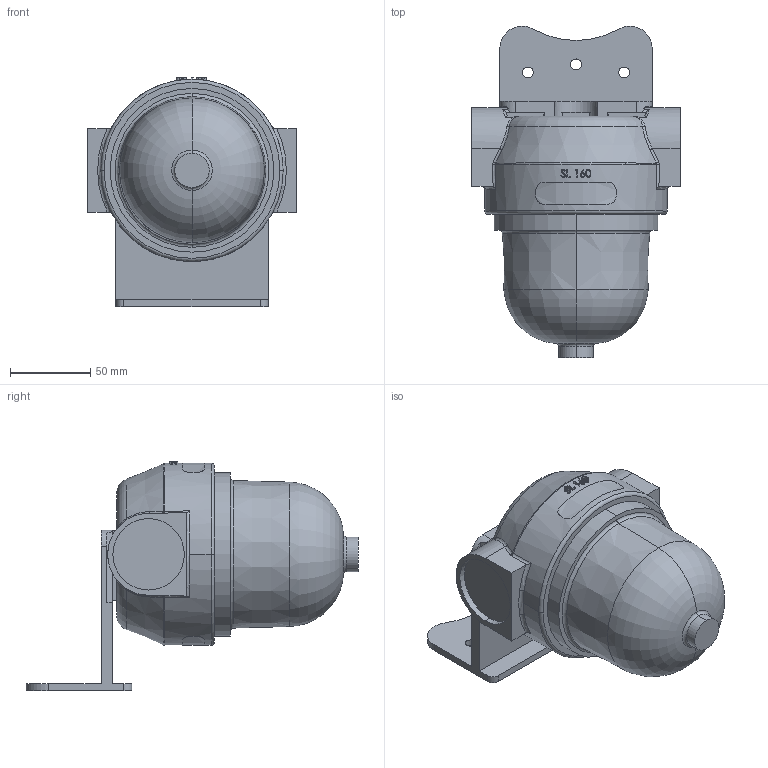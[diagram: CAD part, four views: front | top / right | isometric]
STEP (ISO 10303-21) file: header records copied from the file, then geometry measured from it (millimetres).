
FILE_DESCRIPTION (( 'STEP AP214' ), '1' );
FILE_NAME ('SL 160 WEB Light.STEP', '2018-09-11T08:47:05', ( 'PascalK' ), ( '' ), 'SwSTEP 2.0', 'SolidWorks 2018', '' );
FILE_SCHEMA (( 'AUTOMOTIVE_DESIGN' ));
Length unit declared in the file: millimetre
Products named in the file (1): SL 160 WEB Light
Bounding box: 130 x 206.9 x 143 mm (x, y, z)
Volume: 1170619.8 mm3; surface area: 91087 mm2
Topology: 1 solids, 1 shells, 193 faces, 524 edges, 338 vertices
Faces by surface type: plane 64, bspline 61, cylinder 46, torus 14, cone 4, sphere 4
Entity records: 9574 total; most frequent: CARTESIAN_POINT 4600, ORIENTED_EDGE 1040, DIRECTION 752, EDGE_CURVE 520, VERTEX_POINT 338, AXIS2_PLACEMENT_3D 267, LINE 218, VECTOR 218
